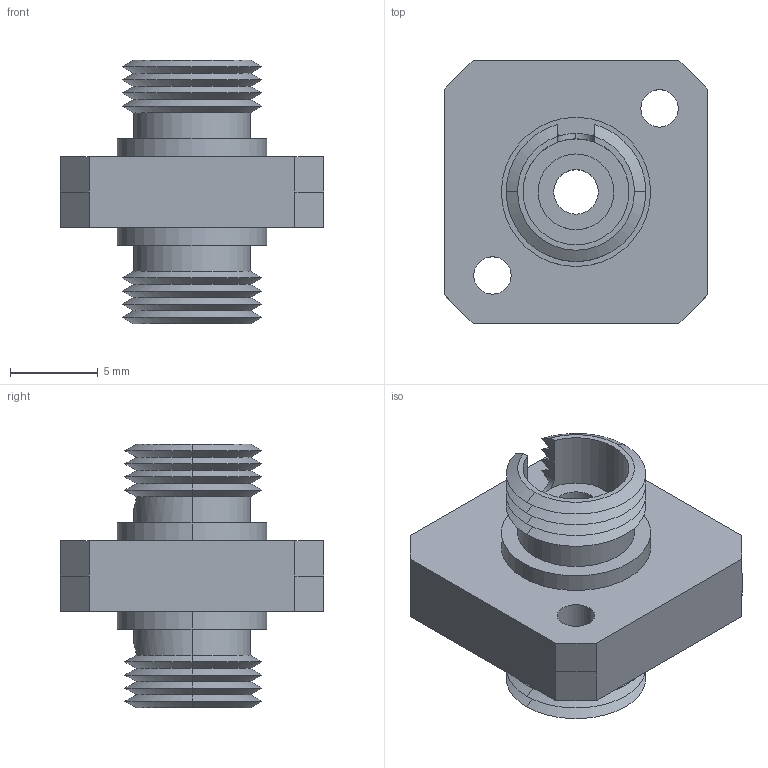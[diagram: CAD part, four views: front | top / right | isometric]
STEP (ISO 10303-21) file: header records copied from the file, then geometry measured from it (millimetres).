
FILE_DESCRIPTION (( 'STEP AP203' ), '1' );
FILE_NAME ('FOA-003A.STEP', '2006-06-30T19:15:40', ( ' ' ), ( ' ' ), 'SwSTEP 2.0', 'SolidWorks 2005354', '' );
FILE_SCHEMA (( 'CONFIG_CONTROL_DESIGN' ));
Length unit declared in the file: inch
Products named in the file (2): FOA-003A
Assembly tree (1 placements, depth 2):
  FOA-003A
    FOA-003A
Bounding box: 15.04 x 15.04 x 15.04 mm (x, y, z)
Volume: 1025.4 mm3; surface area: 1413.3 mm2
Topology: 1 solids, 1 shells, 106 faces, 256 edges, 160 vertices
Faces by surface type: cone 48, cylinder 30, plane 28
Entity records: 3376 total; most frequent: CARTESIAN_POINT 690, DIRECTION 536, ORIENTED_EDGE 512, EDGE_CURVE 256, AXIS2_PLACEMENT_3D 214, VERTEX_POINT 160, EDGE_LOOP 120, VECTOR 108
